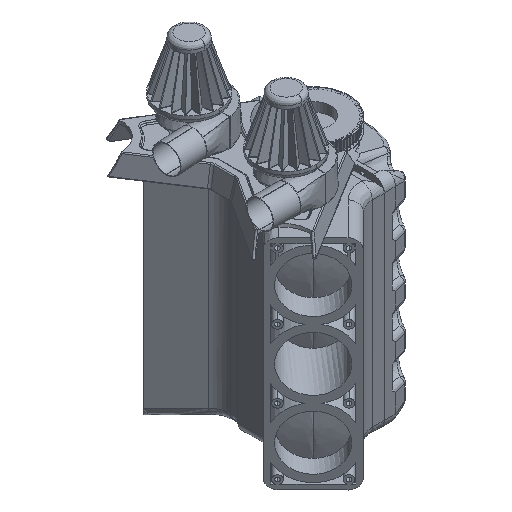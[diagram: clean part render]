
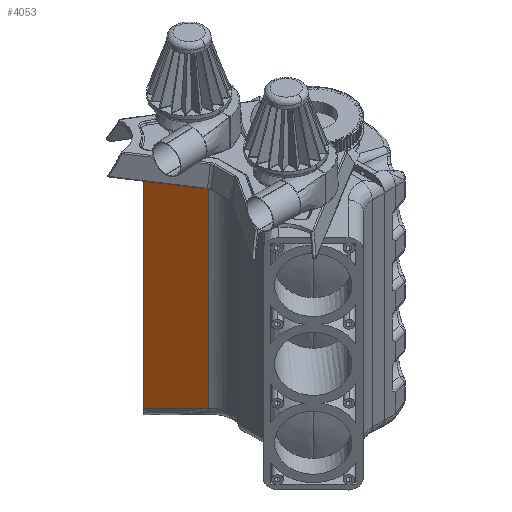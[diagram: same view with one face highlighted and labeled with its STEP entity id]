
A CAD part, isometric view. The second image highlights one B-rep face of the part: STEP entity #4053.
In plain terms, the highlighted free-form (B-spline) face has degree [1, 1] with [2, 2] control points.
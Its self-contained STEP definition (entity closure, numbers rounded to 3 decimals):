
#290 = VERTEX_POINT('',#291);
#291 = CARTESIAN_POINT('',(-330.244,179.61,
    294.971));
#297 = EDGE_CURVE('',#298,#290,#300,.T.);
#298 = VERTEX_POINT('',#299);
#299 = CARTESIAN_POINT('',(-330.244,179.61,
    -294.971));
#300 = B_SPLINE_CURVE_WITH_KNOTS('',1,(#301,#302),.UNSPECIFIED.,.F.,.F.,
  (2,2),(0.,457.2),.PIECEWISE_BEZIER_KNOTS.);
#301 = CARTESIAN_POINT('',(-330.244,179.61,
    -294.971));
#302 = CARTESIAN_POINT('',(-330.244,179.61,
    294.971));
#3270 = VERTEX_POINT('',#3271);
#3271 = CARTESIAN_POINT('',(-231.931,81.297,
    -294.971));
#3277 = EDGE_CURVE('',#3270,#3278,#3280,.T.);
#3278 = VERTEX_POINT('',#3279);
#3279 = CARTESIAN_POINT('',(-231.931,81.297,
    294.971));
#3280 = B_SPLINE_CURVE_WITH_KNOTS('',1,(#3281,#3282),.UNSPECIFIED.,.F.,
  .F.,(2,2),(0.,457.2),.PIECEWISE_BEZIER_KNOTS.);
#3281 = CARTESIAN_POINT('',(-231.931,81.297,
    -294.971));
#3282 = CARTESIAN_POINT('',(-231.931,81.297,
    294.971));
#3451 = EDGE_CURVE('',#3270,#298,#3452,.T.);
#3452 = B_SPLINE_CURVE_WITH_KNOTS('',1,(#3453,#3454),.UNSPECIFIED.,.F.,
  .F.,(2,2),(0.,107.752),.PIECEWISE_BEZIER_KNOTS.);
#3453 = CARTESIAN_POINT('',(-231.931,81.297,
    -294.971));
#3454 = CARTESIAN_POINT('',(-330.244,179.61,
    -294.971));
#4041 = EDGE_CURVE('',#290,#3278,#4042,.T.);
#4042 = B_SPLINE_CURVE_WITH_KNOTS('',1,(#4043,#4044),.UNSPECIFIED.,.F.,
  .F.,(2,2),(0.,107.752),.PIECEWISE_BEZIER_KNOTS.);
#4043 = CARTESIAN_POINT('',(-330.244,179.61,
    294.971));
#4044 = CARTESIAN_POINT('',(-231.931,81.297,
    294.971));
#4053 = ADVANCED_FACE('',(#4054),#4060,.T.);
#4054 = FACE_BOUND('',#4055,.F.);
#4055 = EDGE_LOOP('',(#4056,#4057,#4058,#4059));
#4056 = ORIENTED_EDGE('',*,*,#3277,.F.);
#4057 = ORIENTED_EDGE('',*,*,#3451,.T.);
#4058 = ORIENTED_EDGE('',*,*,#297,.T.);
#4059 = ORIENTED_EDGE('',*,*,#4041,.T.);
#4060 = B_SPLINE_SURFACE_WITH_KNOTS('',1,1,(
    (#4061,#4062)
    ,(#4063,#4064
    )),.UNSPECIFIED.,.F.,.F.,.F.,(2,2),(2,2),(0.,107.752),(25.4,
    482.6),.PIECEWISE_BEZIER_KNOTS.);
#4061 = CARTESIAN_POINT('',(-330.244,179.61,
    -294.971));
#4062 = CARTESIAN_POINT('',(-330.244,179.61,
    294.971));
#4063 = CARTESIAN_POINT('',(-231.931,81.297,
    -294.971));
#4064 = CARTESIAN_POINT('',(-231.931,81.297,
    294.971));
